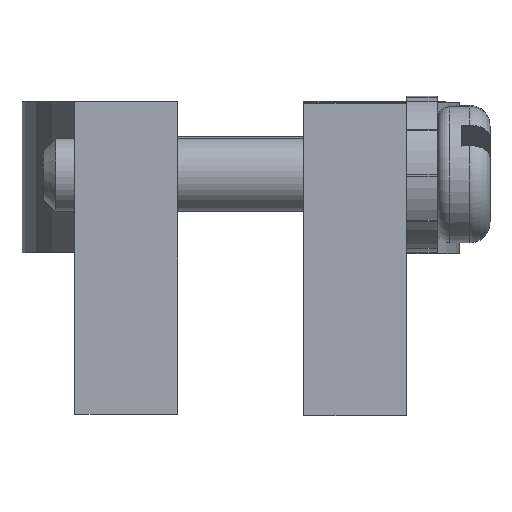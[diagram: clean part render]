
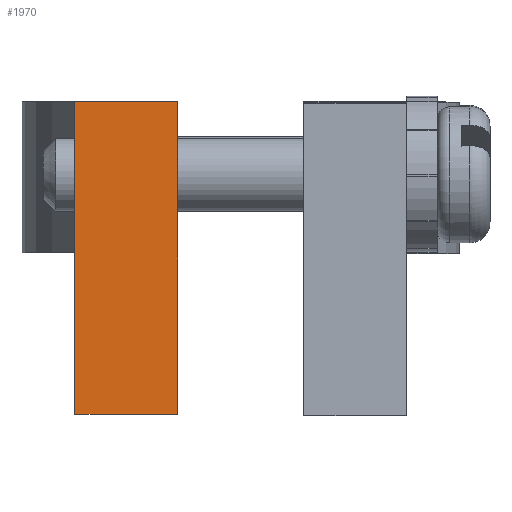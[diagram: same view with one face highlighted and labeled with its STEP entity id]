
A CAD part, left-side view. The second image highlights one B-rep face of the part: STEP entity #1970.
In plain terms, the highlighted planar face has unit normal (-1, 0, 0).
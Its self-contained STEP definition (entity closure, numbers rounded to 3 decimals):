
#78=PLANE('',#2097);
#143=LINE('',#2992,#343);
#174=LINE('',#3056,#374);
#177=LINE('',#3060,#377);
#183=LINE('',#3073,#383);
#343=VECTOR('',#2302,4.09);
#374=VECTOR('',#2357,4.09);
#377=VECTOR('',#2362,12.43);
#383=VECTOR('',#2378,12.43);
#586=FACE_OUTER_BOUND('',#694,.T.);
#694=EDGE_LOOP('',(#1473,#1474,#1475,#1476));
#888=VERTEX_POINT('',#2989);
#889=VERTEX_POINT('',#2991);
#909=VERTEX_POINT('',#3054);
#910=VERTEX_POINT('',#3055);
#1087=EDGE_CURVE('',#888,#889,#143,.T.);
#1118=EDGE_CURVE('',#909,#910,#174,.T.);
#1121=EDGE_CURVE('',#888,#910,#177,.T.);
#1128=EDGE_CURVE('',#909,#889,#183,.T.);
#1473=ORIENTED_EDGE('',*,*,#1128,.T.);
#1474=ORIENTED_EDGE('',*,*,#1087,.F.);
#1475=ORIENTED_EDGE('',*,*,#1121,.T.);
#1476=ORIENTED_EDGE('',*,*,#1118,.F.);
#1970=ADVANCED_FACE('',(#586),#78,.T.);
#2097=AXIS2_PLACEMENT_3D('',#3075,#2380,#2381);
#2302=DIRECTION('',(0.,-1.,0.));
#2357=DIRECTION('',(0.,1.,0.));
#2362=DIRECTION('',(0.,0.,-1.));
#2378=DIRECTION('',(0.,0.,1.));
#2380=DIRECTION('center_axis',(-1.,0.,0.));
#2381=DIRECTION('ref_axis',(0.,-1.,0.));
#2989=CARTESIAN_POINT('',(-13.855,4.09,6.01));
#2991=CARTESIAN_POINT('',(-13.855,0.,6.01));
#2992=CARTESIAN_POINT('',(-13.855,0.,6.01));
#3054=CARTESIAN_POINT('',(-13.855,0.,-6.42));
#3055=CARTESIAN_POINT('',(-13.855,4.09,-6.42));
#3056=CARTESIAN_POINT('',(-13.855,0.,-6.42));
#3060=CARTESIAN_POINT('',(-13.855,4.09,0.));
#3073=CARTESIAN_POINT('',(-13.855,0.,0.));
#3075=CARTESIAN_POINT('Origin',(-13.855,4.09,0.));
